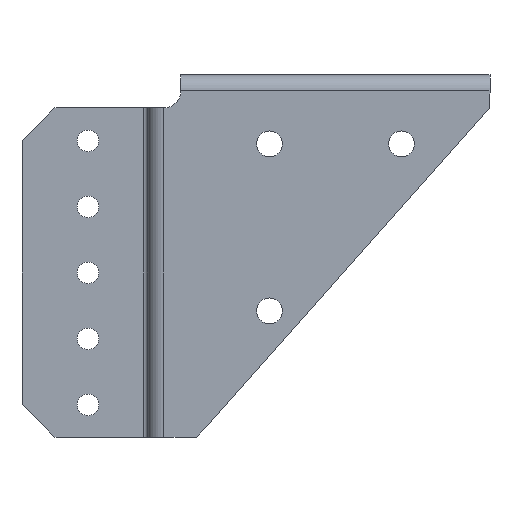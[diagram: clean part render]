
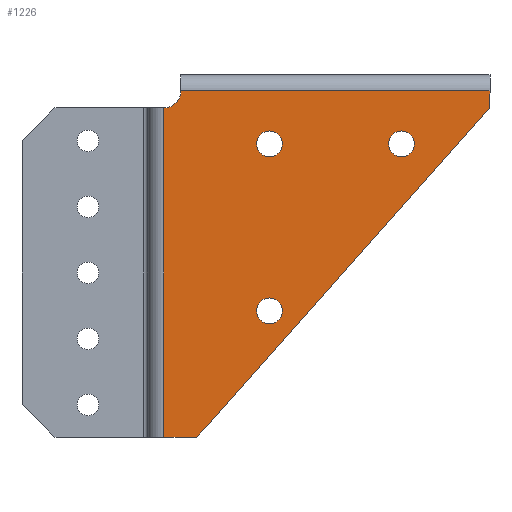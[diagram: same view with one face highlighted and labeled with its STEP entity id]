
A CAD part, front view. The second image highlights one B-rep face of the part: STEP entity #1226.
In plain terms, the highlighted planar face has unit normal (0, -1, 0).
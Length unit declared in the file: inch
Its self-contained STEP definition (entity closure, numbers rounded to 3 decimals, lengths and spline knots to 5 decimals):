
#5 = CIRCLE ( 'NONE', #835, 0.098 ) ;
#15 = FACE_BOUND ( 'NONE', #972, .T. ) ;
#62 = CARTESIAN_POINT ( 'NONE',  ( 1.17075, -1.36503, -0.032 ) ) ;
#81 = ORIENTED_EDGE ( 'NONE', *, *, #3649, .F. ) ;
#88 = EDGE_CURVE ( 'NONE', #1537, #2219, #2234, .T. ) ;
#175 = ORIENTED_EDGE ( 'NONE', *, *, #960, .F. ) ;
#206 = CIRCLE ( 'NONE', #836, 0.098 ) ;
#212 = CARTESIAN_POINT ( 'NONE',  ( 1.17075, -1.36503, -0.157 ) ) ;
#216 = EDGE_LOOP ( 'NONE', ( #2581, #3385, #2216, #2861, #1980, #81, #175, #3513, #1685 ) ) ;
#225 = EDGE_CURVE ( 'NONE', #705, #2992, #474, .T. ) ;
#256 = VERTEX_POINT ( 'NONE', #1406 ) ;
#298 = LINE ( 'NONE', #2282, #428 ) ;
#314 = DIRECTION ( 'NONE',  ( 0., 1., 0. ) ) ;
#331 = EDGE_CURVE ( 'NONE', #2583, #256, #2376, .T. ) ;
#353 = VERTEX_POINT ( 'NONE', #62 ) ;
#428 = VECTOR ( 'NONE', #2293, 39.37008 ) ;
#436 = CARTESIAN_POINT ( 'NONE',  ( -0.5, -1.36503, -1.796 ) ) ;
#474 = LINE ( 'NONE', #3338, #3365 ) ;
#502 = CARTESIAN_POINT ( 'NONE',  ( 0.5, -1.36503, -0.433 ) ) ;
#521 = DIRECTION ( 'NONE',  ( 0., 0., -1. ) ) ;
#540 = LINE ( 'NONE', #1710, #3033 ) ;
#546 = VERTEX_POINT ( 'NONE', #1810 ) ;
#549 = ORIENTED_EDGE ( 'NONE', *, *, #3095, .T. ) ;
#667 = VECTOR ( 'NONE', #1651, 39.37008 ) ;
#677 = VECTOR ( 'NONE', #521, 39.37008 ) ;
#695 = CARTESIAN_POINT ( 'NONE',  ( -0.5, -1.36503, -1.698 ) ) ;
#705 = VERTEX_POINT ( 'NONE', #2444 ) ;
#708 = VERTEX_POINT ( 'NONE', #740 ) ;
#740 = CARTESIAN_POINT ( 'NONE',  ( 0.5, -1.36503, -0.531 ) ) ;
#789 = VERTEX_POINT ( 'NONE', #1358 ) ;
#799 = DIRECTION ( 'NONE',  ( 0., 0., -1. ) ) ;
#835 = AXIS2_PLACEMENT_3D ( 'NONE', #1630, #1115, #1646 ) ;
#836 = AXIS2_PLACEMENT_3D ( 'NONE', #2563, #314, #2573 ) ;
#869 = EDGE_CURVE ( 'NONE', #3647, #546, #298, .T. ) ;
#885 = VERTEX_POINT ( 'NONE', #2879 ) ;
#899 = CARTESIAN_POINT ( 'NONE',  ( -0.5, -1.36503, -1.6 ) ) ;
#918 = EDGE_CURVE ( 'NONE', #2219, #1537, #206, .T. ) ;
#960 = EDGE_CURVE ( 'NONE', #546, #353, #2471, .T. ) ;
#972 = EDGE_LOOP ( 'NONE', ( #2877, #1037 ) ) ;
#1037 = ORIENTED_EDGE ( 'NONE', *, *, #2393, .T. ) ;
#1041 = DIRECTION ( 'NONE',  ( 0., 0., 1. ) ) ;
#1052 = CARTESIAN_POINT ( 'NONE',  ( 0.5, -1.36503, -0.433 ) ) ;
#1088 = CARTESIAN_POINT ( 'NONE',  ( -1.30075, -1.36503, -0.16 ) ) ;
#1115 = DIRECTION ( 'NONE',  ( 0., 1., 0. ) ) ;
#1156 = EDGE_CURVE ( 'NONE', #885, #3647, #3228, .T. ) ;
#1226 = ADVANCED_FACE ( 'NONE', ( #1604, #15, #2607, #2378 ), #2738, .F. ) ;
#1246 = EDGE_CURVE ( 'NONE', #789, #708, #1790, .T. ) ;
#1255 = DIRECTION ( 'NONE',  ( 0., 1., 0. ) ) ;
#1280 = ORIENTED_EDGE ( 'NONE', *, *, #88, .T. ) ;
#1299 = CIRCLE ( 'NONE', #2180, 0.098 ) ;
#1309 = CARTESIAN_POINT ( 'NONE',  ( -0.5, -1.36503, -0.433 ) ) ;
#1350 = DIRECTION ( 'NONE',  ( 0.664, 0., 0.748 ) ) ;
#1358 = CARTESIAN_POINT ( 'NONE',  ( 0.5, -1.36503, -0.335 ) ) ;
#1386 = EDGE_LOOP ( 'NONE', ( #3516, #549 ) ) ;
#1404 = DIRECTION ( 'NONE',  ( 0., 0., -1. ) ) ;
#1406 = CARTESIAN_POINT ( 'NONE',  ( -1.30075, -1.36503, -2.655 ) ) ;
#1446 = VERTEX_POINT ( 'NONE', #1088 ) ;
#1478 = DIRECTION ( 'NONE',  ( 1., 0., 0. ) ) ;
#1480 = EDGE_CURVE ( 'NONE', #1541, #2988, #1872, .T. ) ;
#1537 = VERTEX_POINT ( 'NONE', #1991 ) ;
#1541 = VERTEX_POINT ( 'NONE', #899 ) ;
#1604 = FACE_BOUND ( 'NONE', #2303, .T. ) ;
#1630 = CARTESIAN_POINT ( 'NONE',  ( -0.5, -1.36503, -1.698 ) ) ;
#1636 = LINE ( 'NONE', #2786, #667 ) ;
#1646 = DIRECTION ( 'NONE',  ( 0., 0., 1. ) ) ;
#1651 = DIRECTION ( 'NONE',  ( 0.707, 0., 0.707 ) ) ;
#1685 = ORIENTED_EDGE ( 'NONE', *, *, #1156, .F. ) ;
#1686 = VECTOR ( 'NONE', #1759, 39.37008 ) ;
#1700 = VECTOR ( 'NONE', #1478, 39.37008 ) ;
#1710 = CARTESIAN_POINT ( 'NONE',  ( 1.17075, -1.36503, -2.655 ) ) ;
#1759 = DIRECTION ( 'NONE',  ( 1., 0., 0. ) ) ;
#1790 = CIRCLE ( 'NONE', #3698, 0.098 ) ;
#1810 = CARTESIAN_POINT ( 'NONE',  ( -1.17075, -1.36503, -0.032 ) ) ;
#1851 = DIRECTION ( 'NONE',  ( 0., -1., 0. ) ) ;
#1872 = CIRCLE ( 'NONE', #1876, 0.098 ) ;
#1876 = AXIS2_PLACEMENT_3D ( 'NONE', #695, #1255, #2922 ) ;
#1980 = ORIENTED_EDGE ( 'NONE', *, *, #225, .T. ) ;
#1991 = CARTESIAN_POINT ( 'NONE',  ( -0.5, -1.36503, -0.531 ) ) ;
#2024 = CARTESIAN_POINT ( 'NONE',  ( -0.5, -1.36503, -0.335 ) ) ;
#2086 = AXIS2_PLACEMENT_3D ( 'NONE', #2102, #1851, #2416 ) ;
#2102 = CARTESIAN_POINT ( 'NONE',  ( -1.29675, -1.36503, -0.034 ) ) ;
#2130 = LINE ( 'NONE', #3361, #677 ) ;
#2164 = DIRECTION ( 'NONE',  ( 0., 0., 1. ) ) ;
#2180 = AXIS2_PLACEMENT_3D ( 'NONE', #1052, #2450, #2164 ) ;
#2203 = DIRECTION ( 'NONE',  ( 0., 1., 0. ) ) ;
#2216 = ORIENTED_EDGE ( 'NONE', *, *, #331, .F. ) ;
#2219 = VERTEX_POINT ( 'NONE', #2024 ) ;
#2234 = CIRCLE ( 'NONE', #3377, 0.098 ) ;
#2282 = CARTESIAN_POINT ( 'NONE',  ( -1.17075, -1.36503, -0.034 ) ) ;
#2293 = DIRECTION ( 'NONE',  ( 0., 0., 1. ) ) ;
#2303 = EDGE_LOOP ( 'NONE', ( #2526, #1280 ) ) ;
#2376 = LINE ( 'NONE', #3448, #3048 ) ;
#2378 = FACE_OUTER_BOUND ( 'NONE', #216, .T. ) ;
#2393 = EDGE_CURVE ( 'NONE', #708, #789, #1299, .T. ) ;
#2416 = DIRECTION ( 'NONE',  ( 0., 0., -1. ) ) ;
#2444 = CARTESIAN_POINT ( 'NONE',  ( -0.98934, -1.36503, -2.59142 ) ) ;
#2450 = DIRECTION ( 'NONE',  ( 0., 1., 0. ) ) ;
#2471 = LINE ( 'NONE', #2653, #1700 ) ;
#2526 = ORIENTED_EDGE ( 'NONE', *, *, #918, .T. ) ;
#2563 = CARTESIAN_POINT ( 'NONE',  ( -0.5, -1.36503, -0.433 ) ) ;
#2573 = DIRECTION ( 'NONE',  ( 0., 0., 1. ) ) ;
#2581 = ORIENTED_EDGE ( 'NONE', *, *, #3449, .F. ) ;
#2583 = VERTEX_POINT ( 'NONE', #3639 ) ;
#2607 = FACE_BOUND ( 'NONE', #1386, .T. ) ;
#2653 = CARTESIAN_POINT ( 'NONE',  ( -1.29675, -1.36503, -0.032 ) ) ;
#2738 = PLANE ( 'NONE',  #2745 ) ;
#2745 = AXIS2_PLACEMENT_3D ( 'NONE', #3041, #3628, #799 ) ;
#2786 = CARTESIAN_POINT ( 'NONE',  ( 0.13567, -1.36503, -1.46642 ) ) ;
#2824 = DIRECTION ( 'NONE',  ( -1., 0., 0. ) ) ;
#2850 = CARTESIAN_POINT ( 'NONE',  ( -1.17075, -1.36503, -0.034 ) ) ;
#2861 = ORIENTED_EDGE ( 'NONE', *, *, #3527, .T. ) ;
#2877 = ORIENTED_EDGE ( 'NONE', *, *, #1246, .T. ) ;
#2879 = CARTESIAN_POINT ( 'NONE',  ( -1.29675, -1.36503, -0.16 ) ) ;
#2922 = DIRECTION ( 'NONE',  ( 0., 0., 1. ) ) ;
#2987 = DIRECTION ( 'NONE',  ( 0., 0., 1. ) ) ;
#2988 = VERTEX_POINT ( 'NONE', #436 ) ;
#2992 = VERTEX_POINT ( 'NONE', #212 ) ;
#3033 = VECTOR ( 'NONE', #1404, 39.37008 ) ;
#3041 = CARTESIAN_POINT ( 'NONE',  ( -1.29675, -1.36503, -0.034 ) ) ;
#3048 = VECTOR ( 'NONE', #2824, 39.37008 ) ;
#3095 = EDGE_CURVE ( 'NONE', #2988, #1541, #5, .T. ) ;
#3161 = EDGE_CURVE ( 'NONE', #1446, #256, #2130, .T. ) ;
#3171 = LINE ( 'NONE', #3193, #1686 ) ;
#3193 = CARTESIAN_POINT ( 'NONE',  ( -1.29675, -1.36503, -0.16 ) ) ;
#3228 = CIRCLE ( 'NONE', #2086, 0.126 ) ;
#3313 = DIRECTION ( 'NONE',  ( 0., 1., 0. ) ) ;
#3338 = CARTESIAN_POINT ( 'NONE',  ( 0.14487, -1.36503, -1.31317 ) ) ;
#3361 = CARTESIAN_POINT ( 'NONE',  ( -1.30075, -1.36503, -0.034 ) ) ;
#3365 = VECTOR ( 'NONE', #1350, 39.37008 ) ;
#3377 = AXIS2_PLACEMENT_3D ( 'NONE', #1309, #3313, #2987 ) ;
#3385 = ORIENTED_EDGE ( 'NONE', *, *, #3161, .T. ) ;
#3448 = CARTESIAN_POINT ( 'NONE',  ( -2.5478, -1.36503, -2.655 ) ) ;
#3449 = EDGE_CURVE ( 'NONE', #1446, #885, #3171, .T. ) ;
#3513 = ORIENTED_EDGE ( 'NONE', *, *, #869, .F. ) ;
#3516 = ORIENTED_EDGE ( 'NONE', *, *, #1480, .T. ) ;
#3527 = EDGE_CURVE ( 'NONE', #2583, #705, #1636, .T. ) ;
#3628 = DIRECTION ( 'NONE',  ( 0., 1., 0. ) ) ;
#3639 = CARTESIAN_POINT ( 'NONE',  ( -1.05291, -1.36503, -2.655 ) ) ;
#3647 = VERTEX_POINT ( 'NONE', #2850 ) ;
#3649 = EDGE_CURVE ( 'NONE', #353, #2992, #540, .T. ) ;
#3698 = AXIS2_PLACEMENT_3D ( 'NONE', #502, #2203, #1041 ) ;
